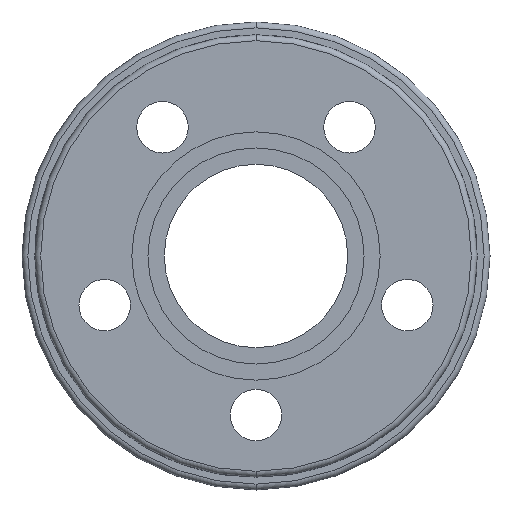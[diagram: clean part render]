
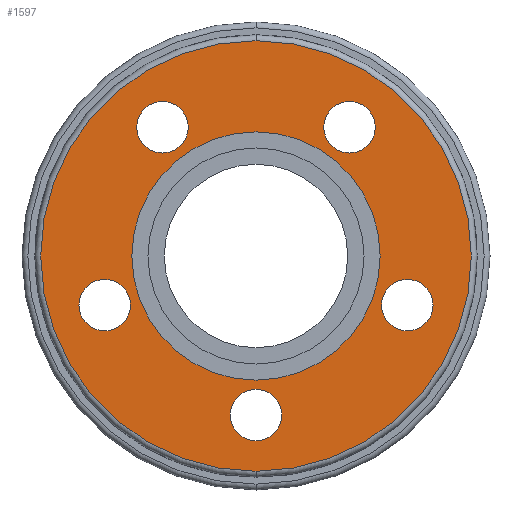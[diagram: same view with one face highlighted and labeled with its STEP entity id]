
A CAD part, front view. The second image highlights one B-rep face of the part: STEP entity #1597.
In plain terms, the highlighted planar face has unit normal (0, -1, 0).
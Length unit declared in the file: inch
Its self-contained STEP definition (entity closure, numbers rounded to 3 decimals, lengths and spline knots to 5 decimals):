
#16 = EDGE_CURVE ( 'NONE', #1770, #2153, #1308, .T. ) ;
#21 = CARTESIAN_POINT ( 'NONE',  ( 0., 0., -1.84 ) ) ;
#29 = DIRECTION ( 'NONE',  ( 0., 1., 0. ) ) ;
#32 = VERTEX_POINT ( 'NONE', #578 ) ;
#35 = DIRECTION ( 'NONE',  ( 0., -1., 0. ) ) ;
#45 = CIRCLE ( 'NONE', #1357, 1.061 ) ;
#56 = CARTESIAN_POINT ( 'NONE',  ( -0.79939, 0., 1.10026 ) ) ;
#67 = CARTESIAN_POINT ( 'NONE',  ( 0., 0., 1.84 ) ) ;
#77 = CARTESIAN_POINT ( 'NONE',  ( 0., 0., -1.36 ) ) ;
#80 = DIRECTION ( 'NONE',  ( 0., 0., 1. ) ) ;
#136 = PLANE ( 'NONE',  #228 ) ;
#172 = VERTEX_POINT ( 'NONE', #1573 ) ;
#191 = CARTESIAN_POINT ( 'NONE',  ( 0., 0., -1.061 ) ) ;
#197 = EDGE_LOOP ( 'NONE', ( #1118, #1830 ) ) ;
#203 = DIRECTION ( 'NONE',  ( 0., 1., 0. ) ) ;
#228 = AXIS2_PLACEMENT_3D ( 'NONE', #306, #314, #960 ) ;
#246 = DIRECTION ( 'NONE',  ( 0., 0., 1. ) ) ;
#256 = ORIENTED_EDGE ( 'NONE', *, *, #1045, .T. ) ;
#280 = CARTESIAN_POINT ( 'NONE',  ( 0., 0., 0. ) ) ;
#291 = AXIS2_PLACEMENT_3D ( 'NONE', #672, #1656, #1353 ) ;
#301 = ORIENTED_EDGE ( 'NONE', *, *, #1418, .T. ) ;
#306 = CARTESIAN_POINT ( 'NONE',  ( 0., 0., 0. ) ) ;
#314 = DIRECTION ( 'NONE',  ( 0., 1., 0. ) ) ;
#331 = ORIENTED_EDGE ( 'NONE', *, *, #1718, .T. ) ;
#333 = ORIENTED_EDGE ( 'NONE', *, *, #388, .T. ) ;
#374 = CARTESIAN_POINT ( 'NONE',  ( 0., 0., 0. ) ) ;
#388 = EDGE_CURVE ( 'NONE', #2153, #1770, #1032, .T. ) ;
#394 = DIRECTION ( 'NONE',  ( 0., 1., 0. ) ) ;
#405 = CARTESIAN_POINT ( 'NONE',  ( 1.29344, 0., -0.42026 ) ) ;
#427 = CIRCLE ( 'NONE', #656, 0.22 ) ;
#463 = AXIS2_PLACEMENT_3D ( 'NONE', #739, #757, #246 ) ;
#473 = ORIENTED_EDGE ( 'NONE', *, *, #555, .T. ) ;
#484 = VERTEX_POINT ( 'NONE', #944 ) ;
#516 = ORIENTED_EDGE ( 'NONE', *, *, #1881, .T. ) ;
#527 = ORIENTED_EDGE ( 'NONE', *, *, #1404, .T. ) ;
#529 = AXIS2_PLACEMENT_3D ( 'NONE', #2141, #641, #1266 ) ;
#544 = DIRECTION ( 'NONE',  ( 0., 1., 0. ) ) ;
#555 = EDGE_CURVE ( 'NONE', #1620, #32, #1312, .T. ) ;
#566 = CARTESIAN_POINT ( 'NONE',  ( 0., 0., 0. ) ) ;
#569 = ORIENTED_EDGE ( 'NONE', *, *, #16, .T. ) ;
#578 = CARTESIAN_POINT ( 'NONE',  ( 0., 0., -1.58 ) ) ;
#602 = AXIS2_PLACEMENT_3D ( 'NONE', #1022, #861, #1535 ) ;
#613 = EDGE_LOOP ( 'NONE', ( #333, #569 ) ) ;
#635 = ORIENTED_EDGE ( 'NONE', *, *, #1345, .T. ) ;
#641 = DIRECTION ( 'NONE',  ( 0., 1., 0. ) ) ;
#656 = AXIS2_PLACEMENT_3D ( 'NONE', #405, #394, #1866 ) ;
#672 = CARTESIAN_POINT ( 'NONE',  ( -0.79939, 0., 1.10026 ) ) ;
#682 = DIRECTION ( 'NONE',  ( 0., 0., 1. ) ) ;
#707 = DIRECTION ( 'NONE',  ( 0., 0., 1. ) ) ;
#708 = EDGE_LOOP ( 'NONE', ( #635, #301 ) ) ;
#709 = CARTESIAN_POINT ( 'NONE',  ( 0., 0., 0. ) ) ;
#721 = CARTESIAN_POINT ( 'NONE',  ( 0., 0., 1.061 ) ) ;
#736 = AXIS2_PLACEMENT_3D ( 'NONE', #826, #29, #682 ) ;
#739 = CARTESIAN_POINT ( 'NONE',  ( 0.79939, 0., 1.10026 ) ) ;
#757 = DIRECTION ( 'NONE',  ( 0., 1., 0. ) ) ;
#809 = EDGE_LOOP ( 'NONE', ( #527, #516 ) ) ;
#826 = CARTESIAN_POINT ( 'NONE',  ( 0.79939, 0., 1.10026 ) ) ;
#832 = ORIENTED_EDGE ( 'NONE', *, *, #911, .T. ) ;
#861 = DIRECTION ( 'NONE',  ( 0., 1., 0. ) ) ;
#869 = CARTESIAN_POINT ( 'NONE',  ( -1.29344, 0., -0.20026 ) ) ;
#900 = AXIS2_PLACEMENT_3D ( 'NONE', #56, #544, #80 ) ;
#911 = EDGE_CURVE ( 'NONE', #1484, #1889, #1137, .T. ) ;
#944 = CARTESIAN_POINT ( 'NONE',  ( 0.79939, 0., 0.88026 ) ) ;
#960 = DIRECTION ( 'NONE',  ( 0., 0., 1. ) ) ;
#1022 = CARTESIAN_POINT ( 'NONE',  ( -1.29344, 0., -0.42026 ) ) ;
#1028 = ORIENTED_EDGE ( 'NONE', *, *, #1554, .T. ) ;
#1031 = AXIS2_PLACEMENT_3D ( 'NONE', #566, #1460, #1553 ) ;
#1032 = CIRCLE ( 'NONE', #1066, 1.84 ) ;
#1045 = EDGE_CURVE ( 'NONE', #32, #1620, #1609, .T. ) ;
#1053 = DIRECTION ( 'NONE',  ( 0., 0., 1. ) ) ;
#1066 = AXIS2_PLACEMENT_3D ( 'NONE', #374, #35, #707 ) ;
#1074 = CIRCLE ( 'NONE', #1171, 0.22 ) ;
#1118 = ORIENTED_EDGE ( 'NONE', *, *, #1322, .T. ) ;
#1119 = VERTEX_POINT ( 'NONE', #869 ) ;
#1120 = FACE_BOUND ( 'NONE', #708, .T. ) ;
#1135 = FACE_BOUND ( 'NONE', #1292, .T. ) ;
#1137 = CIRCLE ( 'NONE', #1643, 1.061 ) ;
#1138 = CIRCLE ( 'NONE', #900, 0.22 ) ;
#1171 = AXIS2_PLACEMENT_3D ( 'NONE', #1822, #203, #1321 ) ;
#1234 = DIRECTION ( 'NONE',  ( 0., 0., 1. ) ) ;
#1258 = DIRECTION ( 'NONE',  ( 0., 0., 1. ) ) ;
#1266 = DIRECTION ( 'NONE',  ( 0., 0., 1. ) ) ;
#1278 = VERTEX_POINT ( 'NONE', #1975 ) ;
#1284 = FACE_BOUND ( 'NONE', #1943, .T. ) ;
#1285 = CIRCLE ( 'NONE', #529, 0.22 ) ;
#1292 = EDGE_LOOP ( 'NONE', ( #331, #1028 ) ) ;
#1303 = VERTEX_POINT ( 'NONE', #1486 ) ;
#1308 = CIRCLE ( 'NONE', #1031, 1.84 ) ;
#1310 = EDGE_LOOP ( 'NONE', ( #473, #256 ) ) ;
#1312 = CIRCLE ( 'NONE', #2131, 0.22 ) ;
#1321 = DIRECTION ( 'NONE',  ( 0., 0., 1. ) ) ;
#1322 = EDGE_CURVE ( 'NONE', #1119, #1278, #1074, .T. ) ;
#1345 = EDGE_CURVE ( 'NONE', #1723, #172, #1883, .T. ) ;
#1353 = DIRECTION ( 'NONE',  ( 0., 0., 1. ) ) ;
#1357 = AXIS2_PLACEMENT_3D ( 'NONE', #709, #1362, #1053 ) ;
#1362 = DIRECTION ( 'NONE',  ( 0., 1., 0. ) ) ;
#1379 = CARTESIAN_POINT ( 'NONE',  ( 0.79939, 0., 1.32026 ) ) ;
#1393 = DIRECTION ( 'NONE',  ( 0., 1., 0. ) ) ;
#1404 = EDGE_CURVE ( 'NONE', #2005, #484, #1848, .T. ) ;
#1414 = CARTESIAN_POINT ( 'NONE',  ( 0., 0., -1.36 ) ) ;
#1418 = EDGE_CURVE ( 'NONE', #172, #1723, #1138, .T. ) ;
#1460 = DIRECTION ( 'NONE',  ( 0., -1., 0. ) ) ;
#1464 = CIRCLE ( 'NONE', #736, 0.22 ) ;
#1470 = FACE_BOUND ( 'NONE', #809, .T. ) ;
#1484 = VERTEX_POINT ( 'NONE', #721 ) ;
#1486 = CARTESIAN_POINT ( 'NONE',  ( 1.29344, 0., -0.64026 ) ) ;
#1535 = DIRECTION ( 'NONE',  ( 0., 0., 1. ) ) ;
#1537 = CIRCLE ( 'NONE', #602, 0.22 ) ;
#1553 = DIRECTION ( 'NONE',  ( 0., 0., 1. ) ) ;
#1554 = EDGE_CURVE ( 'NONE', #1303, #1623, #1285, .T. ) ;
#1573 = CARTESIAN_POINT ( 'NONE',  ( -0.79939, 0., 0.88026 ) ) ;
#1597 = ADVANCED_FACE ( 'NONE', ( #1284, #1802, #1135, #1470, #1120, #1624, #1794 ), #136, .F. ) ;
#1605 = AXIS2_PLACEMENT_3D ( 'NONE', #1414, #1935, #1760 ) ;
#1609 = CIRCLE ( 'NONE', #1605, 0.22 ) ;
#1620 = VERTEX_POINT ( 'NONE', #2020 ) ;
#1623 = VERTEX_POINT ( 'NONE', #2053 ) ;
#1624 = FACE_BOUND ( 'NONE', #197, .T. ) ;
#1643 = AXIS2_PLACEMENT_3D ( 'NONE', #280, #2110, #1258 ) ;
#1656 = DIRECTION ( 'NONE',  ( 0., 1., 0. ) ) ;
#1710 = CARTESIAN_POINT ( 'NONE',  ( -0.79939, 0., 1.32026 ) ) ;
#1718 = EDGE_CURVE ( 'NONE', #1623, #1303, #427, .T. ) ;
#1723 = VERTEX_POINT ( 'NONE', #1710 ) ;
#1760 = DIRECTION ( 'NONE',  ( 0., 0., 1. ) ) ;
#1770 = VERTEX_POINT ( 'NONE', #21 ) ;
#1794 = FACE_OUTER_BOUND ( 'NONE', #613, .T. ) ;
#1802 = FACE_BOUND ( 'NONE', #1310, .T. ) ;
#1822 = CARTESIAN_POINT ( 'NONE',  ( -1.29344, 0., -0.42026 ) ) ;
#1830 = ORIENTED_EDGE ( 'NONE', *, *, #2139, .T. ) ;
#1848 = CIRCLE ( 'NONE', #463, 0.22 ) ;
#1866 = DIRECTION ( 'NONE',  ( 0., 0., 1. ) ) ;
#1881 = EDGE_CURVE ( 'NONE', #484, #2005, #1464, .T. ) ;
#1883 = CIRCLE ( 'NONE', #291, 0.22 ) ;
#1889 = VERTEX_POINT ( 'NONE', #191 ) ;
#1935 = DIRECTION ( 'NONE',  ( 0., 1., 0. ) ) ;
#1943 = EDGE_LOOP ( 'NONE', ( #1949, #832 ) ) ;
#1949 = ORIENTED_EDGE ( 'NONE', *, *, #1952, .T. ) ;
#1952 = EDGE_CURVE ( 'NONE', #1889, #1484, #45, .T. ) ;
#1975 = CARTESIAN_POINT ( 'NONE',  ( -1.29344, 0., -0.64026 ) ) ;
#2005 = VERTEX_POINT ( 'NONE', #1379 ) ;
#2020 = CARTESIAN_POINT ( 'NONE',  ( 0., 0., -1.14 ) ) ;
#2053 = CARTESIAN_POINT ( 'NONE',  ( 1.29344, 0., -0.20026 ) ) ;
#2110 = DIRECTION ( 'NONE',  ( 0., 1., 0. ) ) ;
#2131 = AXIS2_PLACEMENT_3D ( 'NONE', #77, #1393, #1234 ) ;
#2139 = EDGE_CURVE ( 'NONE', #1278, #1119, #1537, .T. ) ;
#2141 = CARTESIAN_POINT ( 'NONE',  ( 1.29344, 0., -0.42026 ) ) ;
#2153 = VERTEX_POINT ( 'NONE', #67 ) ;
